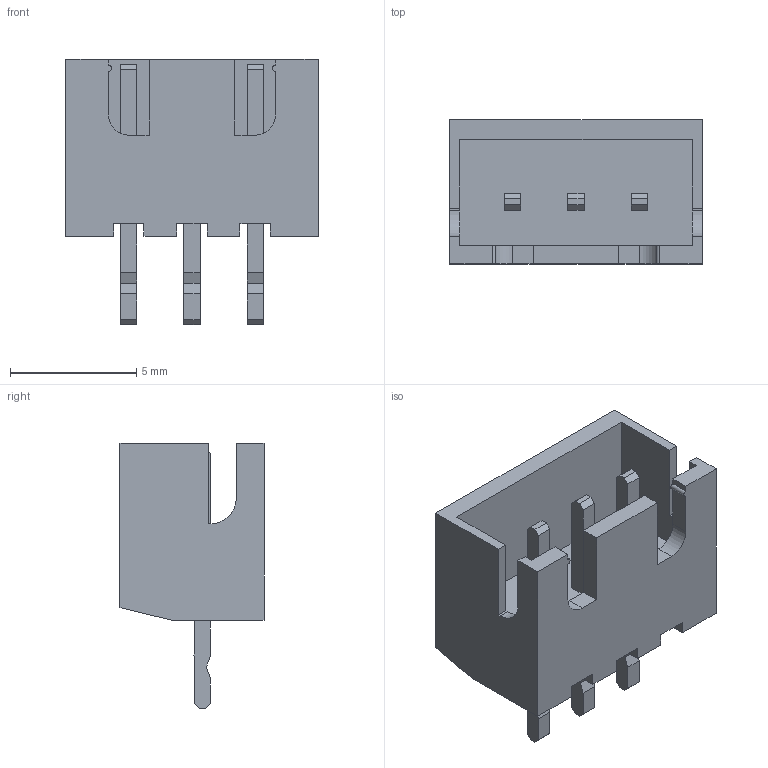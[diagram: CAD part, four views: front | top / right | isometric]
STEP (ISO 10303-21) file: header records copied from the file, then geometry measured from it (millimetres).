
FILE_DESCRIPTION (( 'STEP AP214' ), '1' );
FILE_NAME ('CONN-TH_3P-P2.54_2501S-3P.step', '2022-07-29T16:31:20', ( '' ), ( '' ), 'SwSTEP 2.0', 'SolidWorks 2020', '' );
FILE_SCHEMA (( 'AUTOMOTIVE_DESIGN' ));
Length unit declared in the file: millimetre
Products named in the file (1): CONN-TH_3P-P2.54_2501S-3P
Bounding box: 10 x 5.7 x 10.5 mm (x, y, z)
Volume: 212.2 mm3; surface area: 506 mm2
Topology: 14 solids, 14 shells, 401 faces, 1074 edges, 714 vertices
Faces by surface type: plane 281, bspline 114, cylinder 6
Entity records: 17184 total; most frequent: CARTESIAN_POINT 4552, ORIENTED_EDGE 2148, DIRECTION 1430, EDGE_CURVE 1074, LINE 830, VECTOR 830, VERTEX_POINT 714, EDGE_LOOP 426
